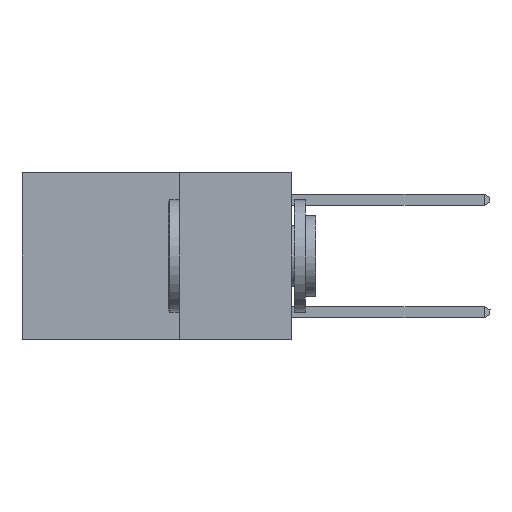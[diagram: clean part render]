
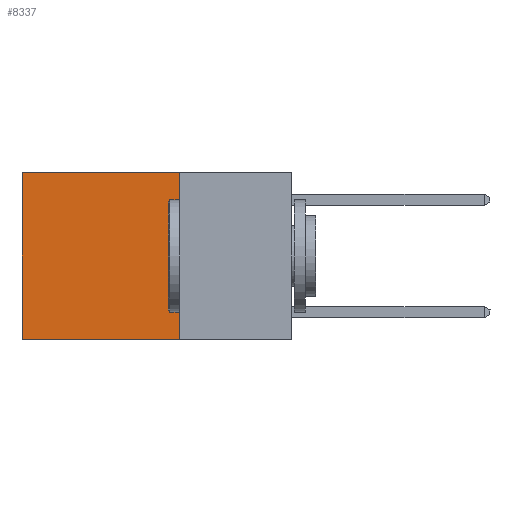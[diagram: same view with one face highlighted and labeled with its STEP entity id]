
A CAD part, left-side view. The second image highlights one B-rep face of the part: STEP entity #8337.
In plain terms, the highlighted planar face has unit normal (-1, 0, 0).
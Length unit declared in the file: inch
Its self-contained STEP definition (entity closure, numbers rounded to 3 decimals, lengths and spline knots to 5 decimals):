
#758 = VERTEX_POINT ( 'NONE', #9168 ) ;
#827 = EDGE_CURVE ( 'NONE', #8724, #3757, #4700, .T. ) ;
#850 = VECTOR ( 'NONE', #1288, 39.37008 ) ;
#1288 = DIRECTION ( 'NONE',  ( 0., 0., -1. ) ) ;
#1336 = CARTESIAN_POINT ( 'NONE',  ( 0.2625, 0.6, 0. ) ) ;
#2118 = EDGE_CURVE ( 'NONE', #4323, #758, #6444, .T. ) ;
#2244 = EDGE_CURVE ( 'NONE', #3757, #758, #9033, .T. ) ;
#2989 = LINE ( 'NONE', #6173, #6828 ) ;
#3065 = VECTOR ( 'NONE', #4846, 39.37008 ) ;
#3198 = CARTESIAN_POINT ( 'NONE',  ( 0.2625, 0.25, 0. ) ) ;
#3262 = ORIENTED_EDGE ( 'NONE', *, *, #2118, .F. ) ;
#3342 = CARTESIAN_POINT ( 'NONE',  ( 0.2625, 0.6, 0. ) ) ;
#3585 = CARTESIAN_POINT ( 'NONE',  ( 0.2625, 0.25, 0. ) ) ;
#3612 = CARTESIAN_POINT ( 'NONE',  ( 0.2625, 0.25, 0. ) ) ;
#3757 = VERTEX_POINT ( 'NONE', #3342 ) ;
#3810 = ORIENTED_EDGE ( 'NONE', *, *, #2244, .T. ) ;
#4008 = DIRECTION ( 'NONE',  ( 1., 0., 0. ) ) ;
#4202 = DIRECTION ( 'NONE',  ( 0., 1., 0. ) ) ;
#4323 = VERTEX_POINT ( 'NONE', #4553 ) ;
#4553 = CARTESIAN_POINT ( 'NONE',  ( 0.2625, 0.25, -0.37 ) ) ;
#4700 = LINE ( 'NONE', #3585, #8466 ) ;
#4846 = DIRECTION ( 'NONE',  ( 0., 1., 0. ) ) ;
#5733 = CARTESIAN_POINT ( 'NONE',  ( 0.2625, 0.25, -0.37 ) ) ;
#6173 = CARTESIAN_POINT ( 'NONE',  ( 0.2625, 0.25, 0. ) ) ;
#6225 = FACE_OUTER_BOUND ( 'NONE', #6232, .T. ) ;
#6232 = EDGE_LOOP ( 'NONE', ( #3810, #3262, #6560, #9580 ) ) ;
#6444 = LINE ( 'NONE', #5733, #3065 ) ;
#6560 = ORIENTED_EDGE ( 'NONE', *, *, #7500, .F. ) ;
#6828 = VECTOR ( 'NONE', #7678, 39.37008 ) ;
#7500 = EDGE_CURVE ( 'NONE', #8724, #4323, #2989, .T. ) ;
#7678 = DIRECTION ( 'NONE',  ( 0., 0., -1. ) ) ;
#7770 = PLANE ( 'NONE',  #9517 ) ;
#8337 = ADVANCED_FACE ( 'NONE', ( #6225 ), #7770, .F. ) ;
#8466 = VECTOR ( 'NONE', #4202, 39.37008 ) ;
#8724 = VERTEX_POINT ( 'NONE', #3612 ) ;
#9033 = LINE ( 'NONE', #1336, #850 ) ;
#9168 = CARTESIAN_POINT ( 'NONE',  ( 0.2625, 0.6, -0.37 ) ) ;
#9276 = DIRECTION ( 'NONE',  ( 0., 0., -1. ) ) ;
#9517 = AXIS2_PLACEMENT_3D ( 'NONE', #3198, #4008, #9276 ) ;
#9580 = ORIENTED_EDGE ( 'NONE', *, *, #827, .T. ) ;
